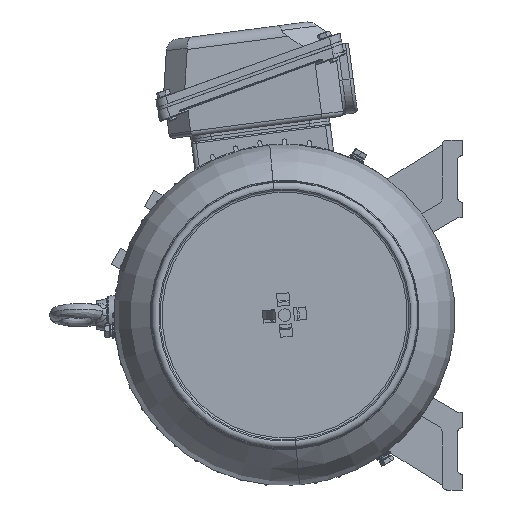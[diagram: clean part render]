
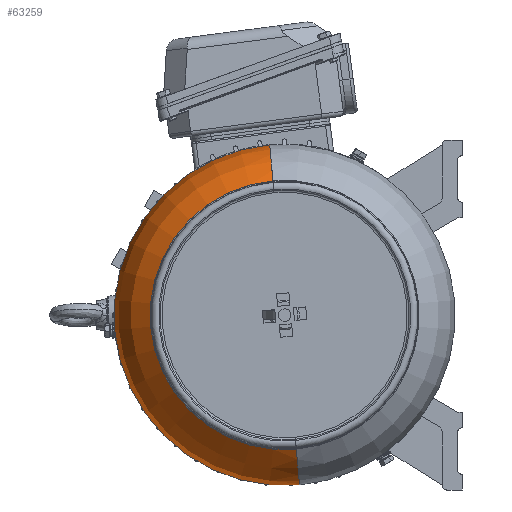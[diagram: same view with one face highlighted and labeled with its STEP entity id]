
A CAD part, left-side view. The second image highlights one B-rep face of the part: STEP entity #63259.
In plain terms, the highlighted toroidal (fillet/blend) face has major radius 60.5 mm and minor radius 49.2 mm.
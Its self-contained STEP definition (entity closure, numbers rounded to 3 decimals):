
#46 = AXIS2_PLACEMENT_3D ( 'NONE', #95904, #50717, #42719 ) ;
#4516 = EDGE_CURVE ( 'NONE', #93501, #23128, #43879, .T. ) ;
#4803 = ORIENTED_EDGE ( 'NONE', *, *, #60339, .F. ) ;
#4921 = CIRCLE ( 'NONE', #95254, 49.2 ) ;
#5038 = EDGE_CURVE ( 'NONE', #23128, #78213, #4921, .T. ) ;
#10225 = FACE_OUTER_BOUND ( 'NONE', #36335, .T. ) ;
#12202 = CARTESIAN_POINT ( 'NONE',  ( -95.754, 0., -86.525 ) ) ;
#14942 = ORIENTED_EDGE ( 'NONE', *, *, #75614, .F. ) ;
#15522 = VERTEX_POINT ( 'NONE', #32676 ) ;
#19384 = CARTESIAN_POINT ( 'NONE',  ( -54., 0., 109.7 ) ) ;
#23128 = VERTEX_POINT ( 'NONE', #64914 ) ;
#23394 = ORIENTED_EDGE ( 'NONE', *, *, #4516, .T. ) ;
#31802 = DIRECTION ( 'NONE',  ( -1., 0., 0. ) ) ;
#32676 = CARTESIAN_POINT ( 'NONE',  ( -95.754, 0., 86.525 ) ) ;
#33951 = DIRECTION ( 'NONE',  ( -1., 0., 0. ) ) ;
#36050 = DIRECTION ( 'NONE',  ( 0., 0., 1. ) ) ;
#36072 = AXIS2_PLACEMENT_3D ( 'NONE', #69398, #31802, #39754 ) ;
#36335 = EDGE_LOOP ( 'NONE', ( #23394, #44649, #14942, #4803 ) ) ;
#37873 = CARTESIAN_POINT ( 'NONE',  ( -54., 0., 60.5 ) ) ;
#39754 = DIRECTION ( 'NONE',  ( 0., 0., 1. ) ) ;
#40209 = CIRCLE ( 'NONE', #53976, 49.2 ) ;
#42719 = DIRECTION ( 'NONE',  ( 0., 0., 1. ) ) ;
#43346 = CARTESIAN_POINT ( 'NONE',  ( -54., 0., -60.5 ) ) ;
#43448 = TOROIDAL_SURFACE ( 'NONE', #46, 60.5, 49.2 ) ;
#43879 = CIRCLE ( 'NONE', #66024, 109.7 ) ;
#44649 = ORIENTED_EDGE ( 'NONE', *, *, #5038, .T. ) ;
#50717 = DIRECTION ( 'NONE',  ( -1., 0., 0. ) ) ;
#53976 = AXIS2_PLACEMENT_3D ( 'NONE', #37873, #60193, #83786 ) ;
#55908 = CARTESIAN_POINT ( 'NONE',  ( -54., 0., 0. ) ) ;
#57190 = CIRCLE ( 'NONE', #36072, 86.525 ) ;
#57648 = DIRECTION ( 'NONE',  ( 0., 1., 0. ) ) ;
#60193 = DIRECTION ( 'NONE',  ( 0., -1., 0. ) ) ;
#60339 = EDGE_CURVE ( 'NONE', #93501, #15522, #40209, .T. ) ;
#63259 = ADVANCED_FACE ( 'NONE', ( #10225 ), #43448, .T. ) ;
#64562 = DIRECTION ( 'NONE',  ( 0., 0., 1. ) ) ;
#64914 = CARTESIAN_POINT ( 'NONE',  ( -54., 0., -109.7 ) ) ;
#66024 = AXIS2_PLACEMENT_3D ( 'NONE', #55908, #33951, #64562 ) ;
#69398 = CARTESIAN_POINT ( 'NONE',  ( -95.754, 0., 0. ) ) ;
#75614 = EDGE_CURVE ( 'NONE', #15522, #78213, #57190, .T. ) ;
#78213 = VERTEX_POINT ( 'NONE', #12202 ) ;
#83786 = DIRECTION ( 'NONE',  ( 0., 0., -1. ) ) ;
#93501 = VERTEX_POINT ( 'NONE', #19384 ) ;
#95254 = AXIS2_PLACEMENT_3D ( 'NONE', #43346, #57648, #36050 ) ;
#95904 = CARTESIAN_POINT ( 'NONE',  ( -54., 0., 0. ) ) ;
